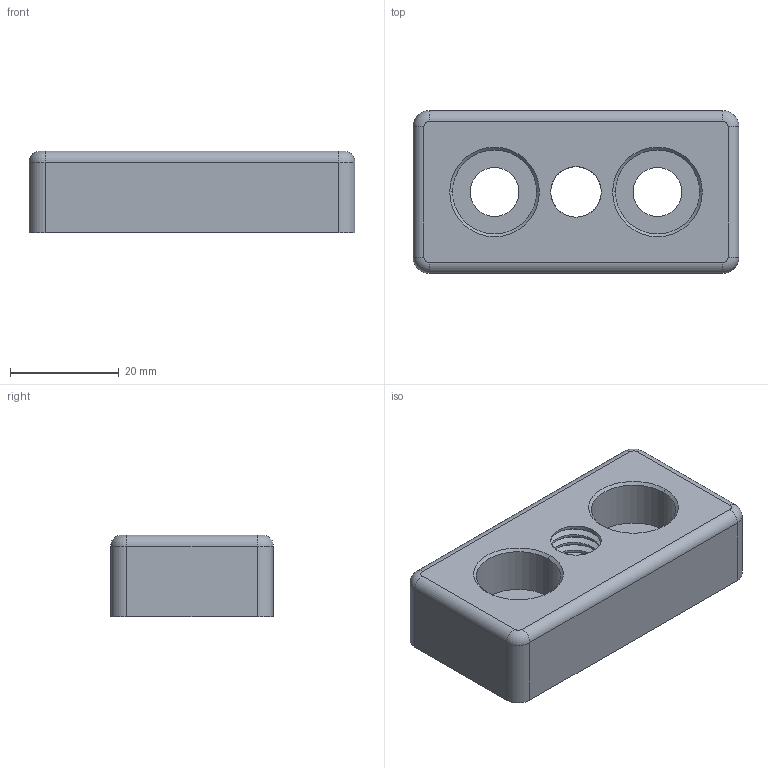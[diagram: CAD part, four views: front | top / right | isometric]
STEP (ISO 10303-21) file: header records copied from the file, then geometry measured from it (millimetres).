
FILE_DESCRIPTION (( 'STEP AP203' ), '1' );
FILE_NAME ('AL-308.0222A.01 Ïëàñòèíà äëÿ êðåïëåíèÿ îïîðû 30õ60 Ì12-15,5 222.STEP', '2025-03-21T07:21:01', ( '' ), ( '' ), 'SwSTEP 2.0', 'SolidWorks 2021', '' );
FILE_SCHEMA (( 'CONFIG_CONTROL_DESIGN' ));
Length unit declared in the file: millimetre
Products named in the file (1): AL-308.0222A.01 Ïëàñòèíà äëÿ êðåïëåíèÿ îïîðû 30õ60 Ì12-15,5 222
Bounding box: 60 x 30 x 15 mm (x, y, z)
Volume: 21359 mm3; surface area: 7605 mm2
Topology: 1 solids, 1 shells, 54 faces, 135 edges, 85 vertices
Faces by surface type: cylinder 34, plane 9, cone 4, torus 4, bspline 3
Entity records: 7024 total; most frequent: CARTESIAN_POINT 5713, ORIENTED_EDGE 270, DIRECTION 239, EDGE_CURVE 135, AXIS2_PLACEMENT_3D 95, VERTEX_POINT 85, EDGE_LOOP 62, ADVANCED_FACE 54
